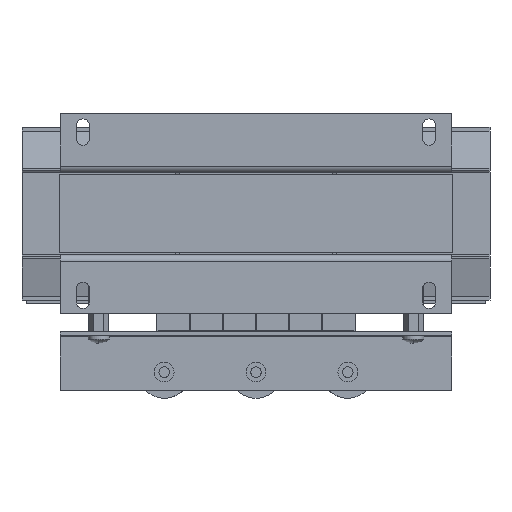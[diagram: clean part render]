
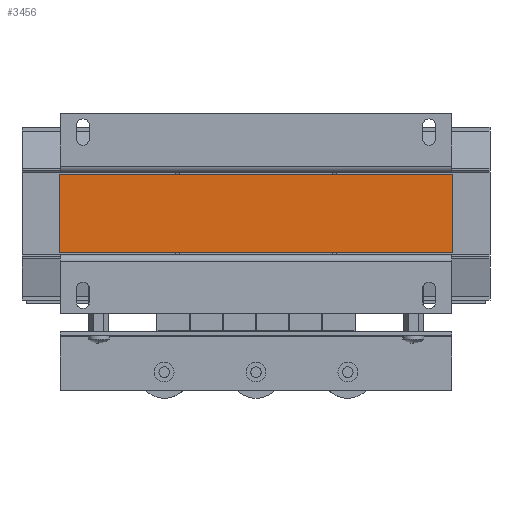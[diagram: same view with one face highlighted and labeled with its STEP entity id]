
A CAD part, front view. The second image highlights one B-rep face of the part: STEP entity #3456.
In plain terms, the highlighted planar face has unit normal (0, -1, 0).
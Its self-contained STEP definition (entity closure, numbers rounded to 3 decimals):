
#527 = CARTESIAN_POINT ( 'NONE',  ( -150., -30., 29.75 ) ) ;
#614 = EDGE_CURVE ( 'NONE', #6417, #10899, #6352, .T. ) ;
#954 = ORIENTED_EDGE ( 'NONE', *, *, #14631, .F. ) ;
#1681 = CARTESIAN_POINT ( 'NONE',  ( 150., -30., 29.75 ) ) ;
#2221 = CARTESIAN_POINT ( 'NONE',  ( -150., -30., 29.75 ) ) ;
#3036 = CARTESIAN_POINT ( 'NONE',  ( 150., -30., -29.75 ) ) ;
#3246 = CARTESIAN_POINT ( 'NONE',  ( 150., -30., 29.75 ) ) ;
#3456 = ADVANCED_FACE ( 'NONE', ( #8384 ), #13241, .F. ) ;
#5230 = CARTESIAN_POINT ( 'NONE',  ( -150., -30., -29.75 ) ) ;
#5231 = DIRECTION ( 'NONE',  ( 0., 0., 1. ) ) ;
#5320 = DIRECTION ( 'NONE',  ( 0., 1., 0. ) ) ;
#5965 = VECTOR ( 'NONE', #22901, 1000. ) ;
#6352 = LINE ( 'NONE', #2221, #24727 ) ;
#6417 = VERTEX_POINT ( 'NONE', #527 ) ;
#6523 = VECTOR ( 'NONE', #17791, 1000. ) ;
#8317 = DIRECTION ( 'NONE',  ( 1., 0., 0. ) ) ;
#8384 = FACE_OUTER_BOUND ( 'NONE', #12978, .T. ) ;
#10393 = AXIS2_PLACEMENT_3D ( 'NONE', #17134, #5320, #5231 ) ;
#10439 = CARTESIAN_POINT ( 'NONE',  ( -150., -30., -29.75 ) ) ;
#10899 = VERTEX_POINT ( 'NONE', #3246 ) ;
#12978 = EDGE_LOOP ( 'NONE', ( #22107, #954, #16160, #16717 ) ) ;
#13004 = VERTEX_POINT ( 'NONE', #3036 ) ;
#13241 = PLANE ( 'NONE',  #10393 ) ;
#13456 = LINE ( 'NONE', #5230, #5965 ) ;
#14631 = EDGE_CURVE ( 'NONE', #10899, #13004, #19695, .T. ) ;
#15006 = EDGE_CURVE ( 'NONE', #16400, #13004, #13456, .T. ) ;
#15712 = CARTESIAN_POINT ( 'NONE',  ( -150., -30., 29.75 ) ) ;
#16160 = ORIENTED_EDGE ( 'NONE', *, *, #614, .F. ) ;
#16400 = VERTEX_POINT ( 'NONE', #10439 ) ;
#16717 = ORIENTED_EDGE ( 'NONE', *, *, #23915, .T. ) ;
#17134 = CARTESIAN_POINT ( 'NONE',  ( -150., -30., 29.75 ) ) ;
#17791 = DIRECTION ( 'NONE',  ( 0., 0., -1. ) ) ;
#17810 = VECTOR ( 'NONE', #23784, 1000. ) ;
#19695 = LINE ( 'NONE', #1681, #17810 ) ;
#22107 = ORIENTED_EDGE ( 'NONE', *, *, #15006, .T. ) ;
#22413 = LINE ( 'NONE', #15712, #6523 ) ;
#22901 = DIRECTION ( 'NONE',  ( 1., 0., 0. ) ) ;
#23784 = DIRECTION ( 'NONE',  ( 0., 0., -1. ) ) ;
#23915 = EDGE_CURVE ( 'NONE', #6417, #16400, #22413, .T. ) ;
#24727 = VECTOR ( 'NONE', #8317, 1000. ) ;
